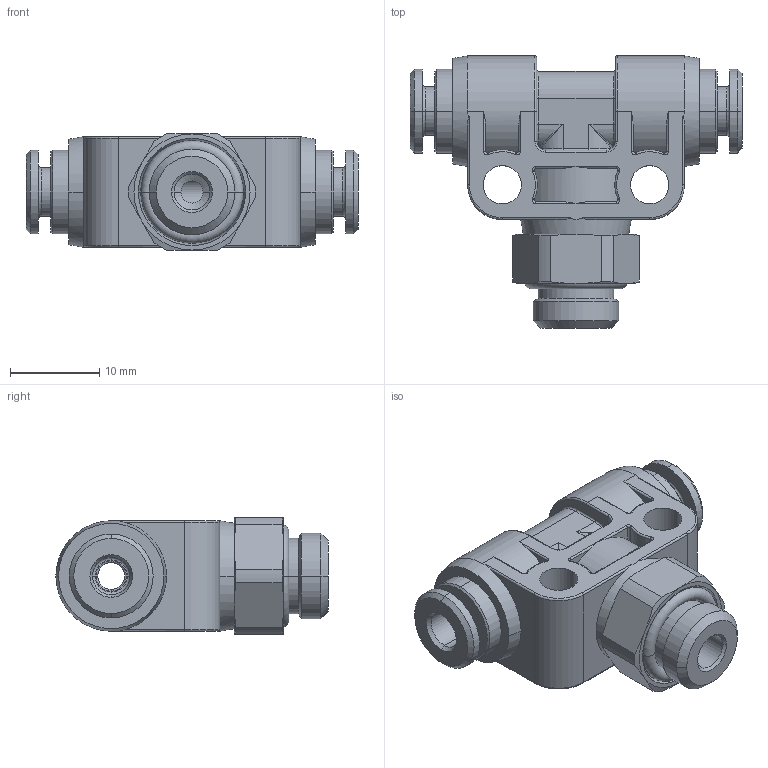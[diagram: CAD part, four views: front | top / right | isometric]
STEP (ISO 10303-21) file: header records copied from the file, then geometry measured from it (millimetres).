
FILE_DESCRIPTION(( 'MXP.21.04.18.stp' ), '1');
FILE_NAME( 'MXP.21.04.18.stp', '2021-02-22T15:42:47',( 'Sopra'),('sopra-pneumatic.com'), 'SwSTEP 2.0','SolidWorks 2009','' );
FILE_SCHEMA(('CONFIG_CONTROL_DESIGN'));
Length unit declared in the file: millimetre
Products named in the file (1): 367356B_921V-4FF-1-8
Bounding box: 37.2 x 30.5 x 13 mm (x, y, z)
Volume: 5770.1 mm3; surface area: 4089.5 mm2
Topology: 2 solids, 2 shells, 309 faces, 736 edges, 442 vertices
Faces by surface type: cylinder 127, torus 68, plane 56, cone 42, bspline 16
Entity records: 10345 total; most frequent: CARTESIAN_POINT 3188, DIRECTION 1563, ORIENTED_EDGE 1472, EDGE_CURVE 736, AXIS2_PLACEMENT_3D 665, VERTEX_POINT 442, CIRCLE 372, EDGE_LOOP 330
